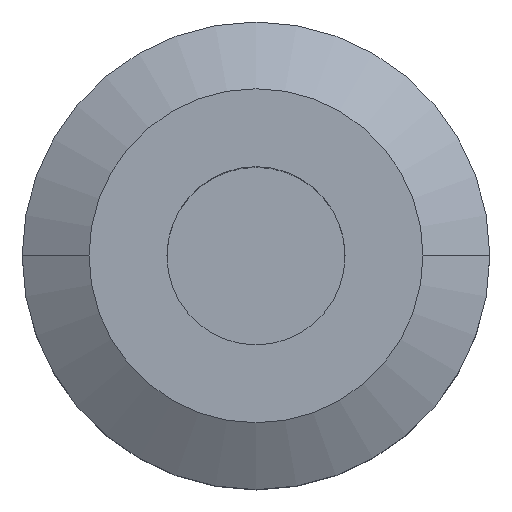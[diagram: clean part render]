
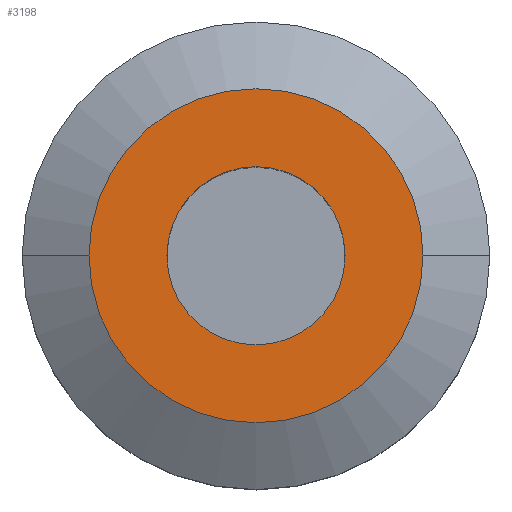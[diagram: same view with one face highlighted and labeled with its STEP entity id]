
A CAD part, top view. The second image highlights one B-rep face of the part: STEP entity #3198.
In plain terms, the highlighted planar face has unit normal (0, 0, 1).
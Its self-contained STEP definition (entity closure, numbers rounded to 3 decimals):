
#91 = DIRECTION ( 'NONE',  ( -1., 0., 0. ) ) ;
#109 = CARTESIAN_POINT ( 'NONE',  ( 0., 0., 52. ) ) ;
#150 = DIRECTION ( 'NONE',  ( 0., 0., -1. ) ) ;
#189 = DIRECTION ( 'NONE',  ( -1., 0., 0. ) ) ;
#378 = DIRECTION ( 'NONE',  ( 0., 0., 1. ) ) ;
#558 = CARTESIAN_POINT ( 'NONE',  ( 0., 0., 52. ) ) ;
#641 = CARTESIAN_POINT ( 'NONE',  ( 0., 0., 52. ) ) ;
#898 = AXIS2_PLACEMENT_3D ( 'NONE', #4451, #2314, #189 ) ;
#905 = DIRECTION ( 'NONE',  ( -1., 0., 0. ) ) ;
#947 = EDGE_CURVE ( 'NONE', #4358, #2025, #3151, .T. ) ;
#988 = DIRECTION ( 'NONE',  ( -1., 0., 0. ) ) ;
#1323 = EDGE_CURVE ( 'NONE', #2925, #3423, #1639, .T. ) ;
#1337 = AXIS2_PLACEMENT_3D ( 'NONE', #558, #3054, #905 ) ;
#1400 = AXIS2_PLACEMENT_3D ( 'NONE', #641, #3134, #988 ) ;
#1421 = CARTESIAN_POINT ( 'NONE',  ( 8., 0., 52. ) ) ;
#1639 = CIRCLE ( 'NONE', #898, 15. ) ;
#1643 = CIRCLE ( 'NONE', #1400, 15. ) ;
#1696 = AXIS2_PLACEMENT_3D ( 'NONE', #109, #150, #91 ) ;
#1781 = PLANE ( 'NONE',  #4522 ) ;
#1794 = ORIENTED_EDGE ( 'NONE', *, *, #1323, .F. ) ;
#2025 = VERTEX_POINT ( 'NONE', #4423 ) ;
#2115 = EDGE_CURVE ( 'NONE', #2025, #4358, #3103, .T. ) ;
#2192 = ORIENTED_EDGE ( 'NONE', *, *, #947, .T. ) ;
#2314 = DIRECTION ( 'NONE',  ( 0., 0., -1. ) ) ;
#2773 = CARTESIAN_POINT ( 'NONE',  ( 15., 0., 52. ) ) ;
#2882 = DIRECTION ( 'NONE',  ( 1., 0., 0. ) ) ;
#2925 = VERTEX_POINT ( 'NONE', #2773 ) ;
#2974 = EDGE_CURVE ( 'NONE', #3423, #2925, #1643, .T. ) ;
#3054 = DIRECTION ( 'NONE',  ( 0., 0., -1. ) ) ;
#3103 = CIRCLE ( 'NONE', #1337, 8. ) ;
#3134 = DIRECTION ( 'NONE',  ( 0., 0., -1. ) ) ;
#3151 = CIRCLE ( 'NONE', #1696, 8. ) ;
#3198 = ADVANCED_FACE ( 'NONE', ( #3207, #4043 ), #1781, .T. ) ;
#3207 = FACE_BOUND ( 'NONE', #3677, .T. ) ;
#3423 = VERTEX_POINT ( 'NONE', #4230 ) ;
#3558 = CARTESIAN_POINT ( 'NONE',  ( 0., 15., 52. ) ) ;
#3677 = EDGE_LOOP ( 'NONE', ( #3973, #2192 ) ) ;
#3973 = ORIENTED_EDGE ( 'NONE', *, *, #2115, .T. ) ;
#4043 = FACE_OUTER_BOUND ( 'NONE', #4335, .T. ) ;
#4083 = ORIENTED_EDGE ( 'NONE', *, *, #2974, .F. ) ;
#4230 = CARTESIAN_POINT ( 'NONE',  ( -15., 0., 52. ) ) ;
#4335 = EDGE_LOOP ( 'NONE', ( #4083, #1794 ) ) ;
#4358 = VERTEX_POINT ( 'NONE', #1421 ) ;
#4423 = CARTESIAN_POINT ( 'NONE',  ( -8., 0., 52. ) ) ;
#4451 = CARTESIAN_POINT ( 'NONE',  ( 0., 0., 52. ) ) ;
#4522 = AXIS2_PLACEMENT_3D ( 'NONE', #3558, #378, #2882 ) ;
